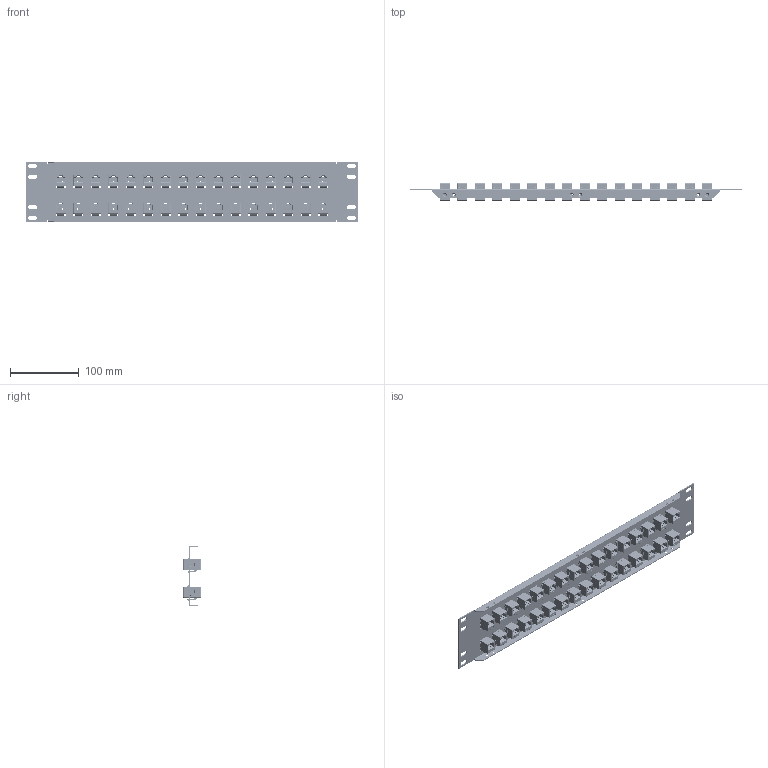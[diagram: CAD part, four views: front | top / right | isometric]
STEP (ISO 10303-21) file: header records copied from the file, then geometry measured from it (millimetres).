
FILE_DESCRIPTION (( 'STEP AP214' ), '1' );
FILE_NAME ('PR35C6-32M.STEP', '2018-03-19T13:28:07', ( '' ), ( '' ), 'SwSTEP 2.0', 'SolidWorks 2017', '' );
FILE_SCHEMA (( 'AUTOMOTIVE_DESIGN' ));
Length unit declared in the file: inch
Products named in the file (3): TDG1026KCx-MINI_Cat 6; PR35UT568B; PR35C6-32M
Assembly tree (33 placements, depth 2):
  PR35C6-32M
    PR35UT568B
    TDG1026KCx-MINI_Cat 6  x32
Bounding box: 482.6 x 25 x 88.39 mm (x, y, z)
Volume: 184327.7 mm3; surface area: 217178.5 mm2
Topology: 33 solids, 33 shells, 14261 faces, 40150 edges, 25592 vertices
Faces by surface type: plane 9581, bspline 3304, cylinder 1108, sphere 256, cone 12
Entity records: 78778 total; most frequent: CARTESIAN_POINT 32559, ORIENTED_EDGE 8006, DIRECTION 5299, EDGE_CURVE 4003, LINE 2963, VECTOR 2963, VERTEX_POINT 2640, EDGE_LOOP 1703
